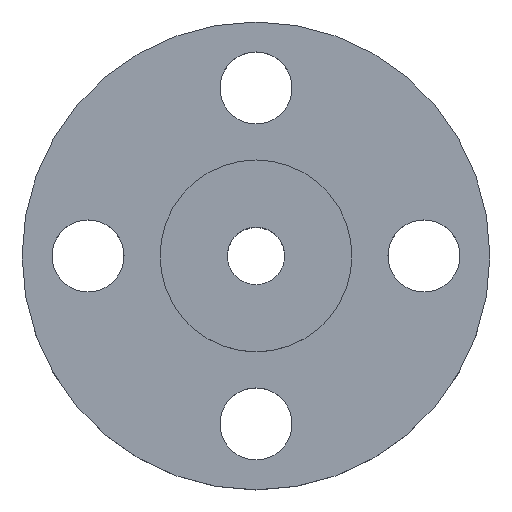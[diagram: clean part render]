
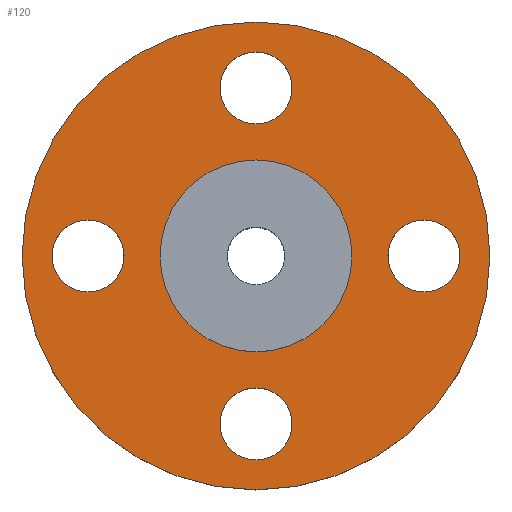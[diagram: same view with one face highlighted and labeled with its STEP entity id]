
A CAD part, top view. The second image highlights one B-rep face of the part: STEP entity #120.
In plain terms, the highlighted planar face has unit normal (0, 0, 1).
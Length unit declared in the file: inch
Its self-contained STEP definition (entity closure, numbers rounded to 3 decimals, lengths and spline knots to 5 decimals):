
#16 = EDGE_CURVE ( 'NONE', #860, #276, #753, .T. ) ;
#20 = CIRCLE ( 'NONE', #375, 2.4375 ) ;
#30 = ORIENTED_EDGE ( 'NONE', *, *, #278, .F. ) ;
#54 = DIRECTION ( 'NONE',  ( 0., 0., 1. ) ) ;
#55 = ORIENTED_EDGE ( 'NONE', *, *, #382, .F. ) ;
#84 = ORIENTED_EDGE ( 'NONE', *, *, #247, .F. ) ;
#92 = CARTESIAN_POINT ( 'NONE',  ( 0., 0., -0.25 ) ) ;
#99 = CIRCLE ( 'NONE', #819, 1. ) ;
#100 = CIRCLE ( 'NONE', #713, 0.375 ) ;
#119 = CARTESIAN_POINT ( 'NONE',  ( 1., 0., -0.25 ) ) ;
#120 = ADVANCED_FACE ( 'NONE', ( #734, #618, #285, #279, #803, #622 ), #144, .F. ) ;
#122 = DIRECTION ( 'NONE',  ( 1., 0., 0. ) ) ;
#126 = CARTESIAN_POINT ( 'NONE',  ( 1.375, 0., -0.25 ) ) ;
#128 = VERTEX_POINT ( 'NONE', #206 ) ;
#143 = DIRECTION ( 'NONE',  ( 0., 0., 1. ) ) ;
#144 = PLANE ( 'NONE',  #227 ) ;
#154 = DIRECTION ( 'NONE',  ( -1., 0., 0. ) ) ;
#164 = CARTESIAN_POINT ( 'NONE',  ( -2.4375, 0., -0.25 ) ) ;
#189 = ORIENTED_EDGE ( 'NONE', *, *, #394, .F. ) ;
#191 = EDGE_LOOP ( 'NONE', ( #189, #30 ) ) ;
#203 = VERTEX_POINT ( 'NONE', #621 ) ;
#206 = CARTESIAN_POINT ( 'NONE',  ( -1.375, 0., -0.25 ) ) ;
#221 = DIRECTION ( 'NONE',  ( 0., 0., 1. ) ) ;
#227 = AXIS2_PLACEMENT_3D ( 'NONE', #414, #801, #807 ) ;
#228 = CIRCLE ( 'NONE', #413, 0.375 ) ;
#234 = CARTESIAN_POINT ( 'NONE',  ( 0., -1.75, -0.25 ) ) ;
#242 = CIRCLE ( 'NONE', #549, 0.375 ) ;
#247 = EDGE_CURVE ( 'NONE', #467, #771, #335, .T. ) ;
#259 = CIRCLE ( 'NONE', #738, 0.375 ) ;
#273 = CIRCLE ( 'NONE', #536, 0.375 ) ;
#276 = VERTEX_POINT ( 'NONE', #796 ) ;
#277 = CARTESIAN_POINT ( 'NONE',  ( -2.125, 0., -0.25 ) ) ;
#278 = EDGE_CURVE ( 'NONE', #531, #128, #228, .T. ) ;
#279 = FACE_BOUND ( 'NONE', #191, .T. ) ;
#285 = FACE_BOUND ( 'NONE', #528, .T. ) ;
#305 = CARTESIAN_POINT ( 'NONE',  ( -0.375, 1.75, -0.25 ) ) ;
#318 = EDGE_LOOP ( 'NONE', ( #84, #576 ) ) ;
#323 = ORIENTED_EDGE ( 'NONE', *, *, #846, .F. ) ;
#330 = EDGE_CURVE ( 'NONE', #771, #467, #99, .T. ) ;
#331 = CARTESIAN_POINT ( 'NONE',  ( 0., 1.75, -0.25 ) ) ;
#335 = CIRCLE ( 'NONE', #428, 1. ) ;
#336 = VERTEX_POINT ( 'NONE', #679 ) ;
#337 = DIRECTION ( 'NONE',  ( 0., 0., 1. ) ) ;
#350 = DIRECTION ( 'NONE',  ( 1., 0., 0. ) ) ;
#369 = DIRECTION ( 'NONE',  ( 0., 1., 0. ) ) ;
#375 = AXIS2_PLACEMENT_3D ( 'NONE', #733, #143, #433 ) ;
#380 = EDGE_CURVE ( 'NONE', #854, #336, #273, .T. ) ;
#382 = EDGE_CURVE ( 'NONE', #743, #476, #242, .T. ) ;
#385 = CARTESIAN_POINT ( 'NONE',  ( 1.75, 0., -0.25 ) ) ;
#390 = VERTEX_POINT ( 'NONE', #164 ) ;
#394 = EDGE_CURVE ( 'NONE', #128, #531, #711, .T. ) ;
#400 = AXIS2_PLACEMENT_3D ( 'NONE', #234, #513, #369 ) ;
#410 = CARTESIAN_POINT ( 'NONE',  ( -1.75, 0., -0.25 ) ) ;
#411 = AXIS2_PLACEMENT_3D ( 'NONE', #331, #54, #481 ) ;
#413 = AXIS2_PLACEMENT_3D ( 'NONE', #410, #552, #496 ) ;
#414 = CARTESIAN_POINT ( 'NONE',  ( 0., 1., -0.25 ) ) ;
#428 = AXIS2_PLACEMENT_3D ( 'NONE', #92, #634, #572 ) ;
#430 = CARTESIAN_POINT ( 'NONE',  ( -1.75, 0., -0.25 ) ) ;
#433 = DIRECTION ( 'NONE',  ( 1., 0., 0. ) ) ;
#436 = DIRECTION ( 'NONE',  ( 0., 0., 1. ) ) ;
#467 = VERTEX_POINT ( 'NONE', #119 ) ;
#468 = ORIENTED_EDGE ( 'NONE', *, *, #555, .T. ) ;
#471 = EDGE_CURVE ( 'NONE', #476, #743, #259, .T. ) ;
#476 = VERTEX_POINT ( 'NONE', #651 ) ;
#481 = DIRECTION ( 'NONE',  ( 0., -1., 0. ) ) ;
#496 = DIRECTION ( 'NONE',  ( 1., 0., 0. ) ) ;
#498 = ORIENTED_EDGE ( 'NONE', *, *, #16, .F. ) ;
#508 = CARTESIAN_POINT ( 'NONE',  ( -1., 0., -0.25 ) ) ;
#512 = DIRECTION ( 'NONE',  ( 1., 0., 0. ) ) ;
#513 = DIRECTION ( 'NONE',  ( 0., 0., 1. ) ) ;
#528 = EDGE_LOOP ( 'NONE', ( #843, #620 ) ) ;
#530 = DIRECTION ( 'NONE',  ( 0., -1., 0. ) ) ;
#531 = VERTEX_POINT ( 'NONE', #277 ) ;
#533 = CARTESIAN_POINT ( 'NONE',  ( 0., 1.75, -0.25 ) ) ;
#536 = AXIS2_PLACEMENT_3D ( 'NONE', #628, #221, #635 ) ;
#549 = AXIS2_PLACEMENT_3D ( 'NONE', #816, #436, #154 ) ;
#552 = DIRECTION ( 'NONE',  ( 0., 0., 1. ) ) ;
#555 = EDGE_CURVE ( 'NONE', #390, #203, #20, .T. ) ;
#563 = CIRCLE ( 'NONE', #677, 2.4375 ) ;
#569 = EDGE_CURVE ( 'NONE', #336, #854, #666, .T. ) ;
#572 = DIRECTION ( 'NONE',  ( 1., 0., 0. ) ) ;
#576 = ORIENTED_EDGE ( 'NONE', *, *, #330, .F. ) ;
#618 = FACE_BOUND ( 'NONE', #764, .T. ) ;
#620 = ORIENTED_EDGE ( 'NONE', *, *, #569, .F. ) ;
#621 = CARTESIAN_POINT ( 'NONE',  ( 2.4375, 0., -0.25 ) ) ;
#622 = FACE_OUTER_BOUND ( 'NONE', #629, .T. ) ;
#628 = CARTESIAN_POINT ( 'NONE',  ( 0., -1.75, -0.25 ) ) ;
#629 = EDGE_LOOP ( 'NONE', ( #683, #468 ) ) ;
#634 = DIRECTION ( 'NONE',  ( 0., 0., 1. ) ) ;
#635 = DIRECTION ( 'NONE',  ( 0., 1., 0. ) ) ;
#639 = AXIS2_PLACEMENT_3D ( 'NONE', #430, #691, #512 ) ;
#651 = CARTESIAN_POINT ( 'NONE',  ( 2.125, 0., -0.25 ) ) ;
#663 = EDGE_CURVE ( 'NONE', #203, #390, #563, .T. ) ;
#666 = CIRCLE ( 'NONE', #400, 0.375 ) ;
#668 = EDGE_LOOP ( 'NONE', ( #323, #498 ) ) ;
#673 = DIRECTION ( 'NONE',  ( 0., 0., 1. ) ) ;
#677 = AXIS2_PLACEMENT_3D ( 'NONE', #849, #337, #122 ) ;
#679 = CARTESIAN_POINT ( 'NONE',  ( -0.375, -1.75, -0.25 ) ) ;
#683 = ORIENTED_EDGE ( 'NONE', *, *, #663, .T. ) ;
#691 = DIRECTION ( 'NONE',  ( 0., 0., 1. ) ) ;
#711 = CIRCLE ( 'NONE', #639, 0.375 ) ;
#713 = AXIS2_PLACEMENT_3D ( 'NONE', #533, #840, #530 ) ;
#733 = CARTESIAN_POINT ( 'NONE',  ( 0., 0., -0.25 ) ) ;
#734 = FACE_BOUND ( 'NONE', #668, .T. ) ;
#735 = CARTESIAN_POINT ( 'NONE',  ( 0., 0., -0.25 ) ) ;
#738 = AXIS2_PLACEMENT_3D ( 'NONE', #385, #800, #841 ) ;
#743 = VERTEX_POINT ( 'NONE', #126 ) ;
#753 = CIRCLE ( 'NONE', #411, 0.375 ) ;
#764 = EDGE_LOOP ( 'NONE', ( #837, #55 ) ) ;
#771 = VERTEX_POINT ( 'NONE', #508 ) ;
#781 = CARTESIAN_POINT ( 'NONE',  ( 0.375, -1.75, -0.25 ) ) ;
#796 = CARTESIAN_POINT ( 'NONE',  ( 0.375, 1.75, -0.25 ) ) ;
#800 = DIRECTION ( 'NONE',  ( 0., 0., 1. ) ) ;
#801 = DIRECTION ( 'NONE',  ( 0., 0., -1. ) ) ;
#803 = FACE_BOUND ( 'NONE', #318, .T. ) ;
#807 = DIRECTION ( 'NONE',  ( -1., 0., 0. ) ) ;
#816 = CARTESIAN_POINT ( 'NONE',  ( 1.75, 0., -0.25 ) ) ;
#819 = AXIS2_PLACEMENT_3D ( 'NONE', #735, #673, #350 ) ;
#837 = ORIENTED_EDGE ( 'NONE', *, *, #471, .F. ) ;
#840 = DIRECTION ( 'NONE',  ( 0., 0., 1. ) ) ;
#841 = DIRECTION ( 'NONE',  ( -1., 0., 0. ) ) ;
#843 = ORIENTED_EDGE ( 'NONE', *, *, #380, .F. ) ;
#846 = EDGE_CURVE ( 'NONE', #276, #860, #100, .T. ) ;
#849 = CARTESIAN_POINT ( 'NONE',  ( 0., 0., -0.25 ) ) ;
#854 = VERTEX_POINT ( 'NONE', #781 ) ;
#860 = VERTEX_POINT ( 'NONE', #305 ) ;
